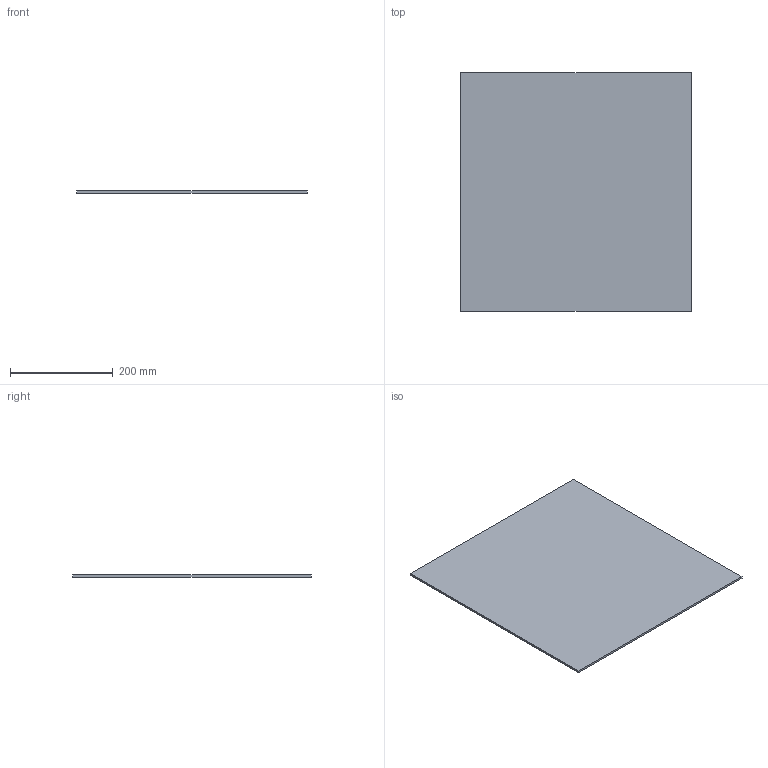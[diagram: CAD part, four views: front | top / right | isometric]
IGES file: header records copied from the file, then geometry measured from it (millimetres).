
Global section: file name: 505080; native system: Autodesk Inventor 2018; preprocessor: unknown; author: JANAN; date: 20220204.073357; units: millimetre
Bounding box: 450 x 465 x 4 mm (x, y, z)
Volume: 837000 mm3; surface area: 425820 mm2
Topology: 1 solids, 1 shells, 6 faces, 12 edges, 8 vertices
Faces by surface type: bspline 6
